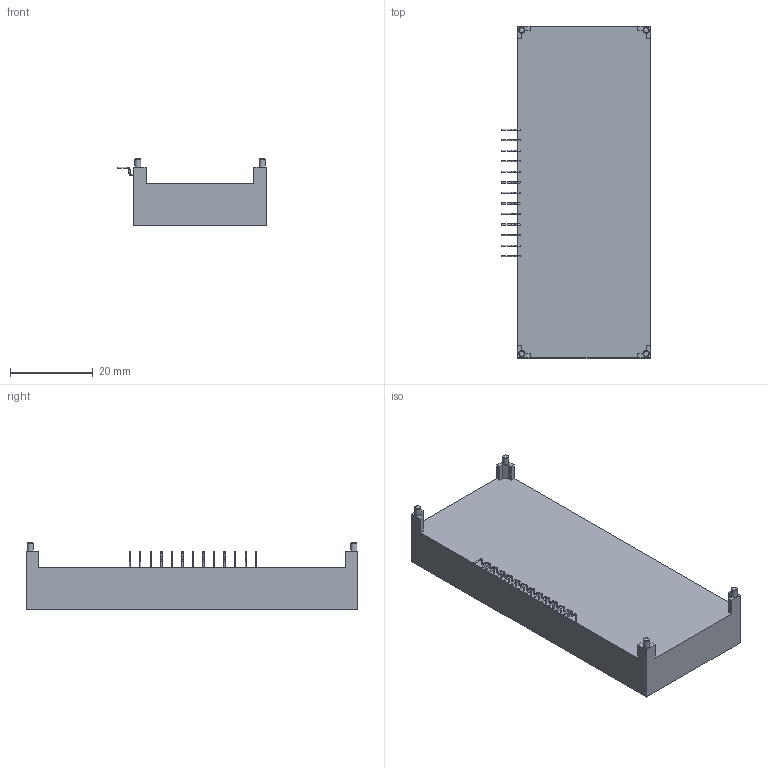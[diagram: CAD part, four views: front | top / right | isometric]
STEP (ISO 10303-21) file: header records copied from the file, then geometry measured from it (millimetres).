
FILE_DESCRIPTION(('STEP AP203'), '1');
FILE_NAME('Ñâåòîäèîäíûé èíäèêàòîð JH3280EWH-3S-T1', '2023-04-27T11:26:36', ('ava'), (''), 'ASCON STEP Converter 1.3', 'ASCON Math Kernel', '');
FILE_SCHEMA(('CONFIG_CONTROL_DESIGN'));
Length unit declared in the file: millimetre
Products named in the file (1): 4
Bounding box: 35.85 x 80 x 16 mm (x, y, z)
Volume: 25682.8 mm3; surface area: 7710 mm2
Topology: 1 solids, 1 shells, 668 faces, 1827 edges, 1188 vertices
Faces by surface type: cylinder 492, plane 133, bspline 26, torus 13, cone 4
Full cylindrical faces by diameter (mm): 0.3 x52, 1.5 x4
Entity records: 24255 total; most frequent: CARTESIAN_POINT 6133, DIRECTION 3932, ORIENTED_EDGE 3456, EDGE_CURVE 1728, AXIS2_PLACEMENT_3D 1600, VERTEX_POINT 1188, CIRCLE 957, EDGE_LOOP 794
